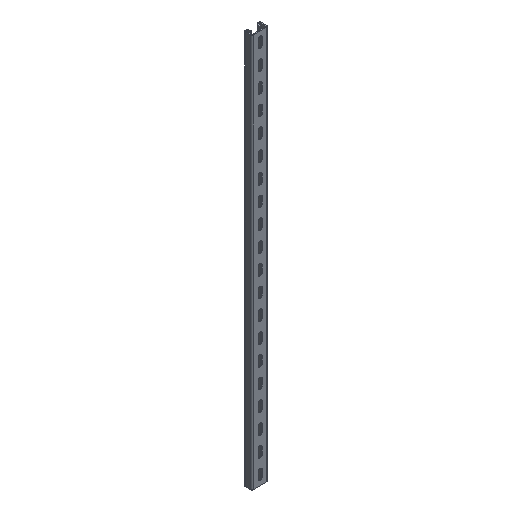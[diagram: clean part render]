
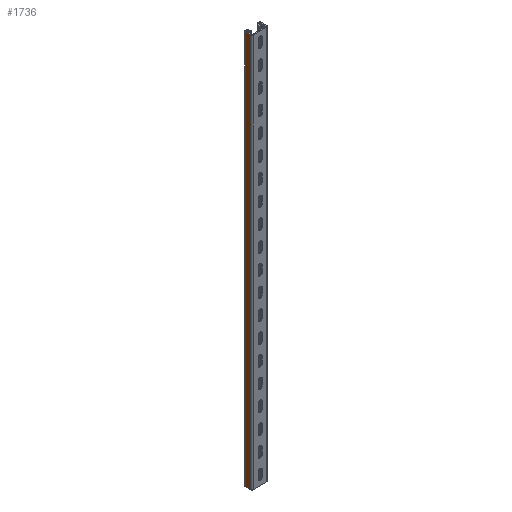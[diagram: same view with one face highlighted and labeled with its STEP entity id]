
A CAD part, isometric view. The second image highlights one B-rep face of the part: STEP entity #1736.
In plain terms, the highlighted planar face has unit normal (-1, 0, 0).
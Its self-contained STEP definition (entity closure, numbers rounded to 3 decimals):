
#676 = ORIENTED_EDGE ( 'NONE', *, *, #3440, .T. ) ;
#677 = ORIENTED_EDGE ( 'NONE', *, *, #3345, .T. ) ;
#747 = ORIENTED_EDGE ( 'NONE', *, *, #3507, .F. ) ;
#748 = ORIENTED_EDGE ( 'NONE', *, *, #3677, .T. ) ;
#897 = LINE ( 'NONE', #2333, #902 ) ;
#902 = VECTOR ( 'NONE', #2337, 1000. ) ;
#933 = LINE ( 'NONE', #2381, #936 ) ;
#936 = VECTOR ( 'NONE', #2382, 1000. ) ;
#941 = LINE ( 'NONE', #2392, #943 ) ;
#943 = VECTOR ( 'NONE', #2388, 1000. ) ;
#1462 = EDGE_LOOP ( 'NONE', ( #677, #748, #676, #747 ) ) ;
#1558 = VERTEX_POINT ( 'NONE', #3010 ) ;
#1574 = VERTEX_POINT ( 'NONE', #3114 ) ;
#1645 = VERTEX_POINT ( 'NONE', #3058 ) ;
#1663 = VERTEX_POINT ( 'NONE', #3039 ) ;
#1736 = ADVANCED_FACE ( 'NONE', ( #2693 ), #3824, .F. ) ;
#1937 = LINE ( 'NONE', #2775, #1940 ) ;
#1940 = VECTOR ( 'NONE', #2776, 1000. ) ;
#2333 = CARTESIAN_POINT ( 'NONE',  ( -20.5, 21., 500. ) ) ;
#2337 = DIRECTION ( 'NONE',  ( 0., 1., 0. ) ) ;
#2381 = CARTESIAN_POINT ( 'NONE',  ( -20.5, 21., -500. ) ) ;
#2382 = DIRECTION ( 'NONE',  ( 0., -1., 0. ) ) ;
#2388 = DIRECTION ( 'NONE',  ( 0., 0., -1. ) ) ;
#2392 = CARTESIAN_POINT ( 'NONE',  ( -20.5, 3.5, 1500. ) ) ;
#2693 = FACE_OUTER_BOUND ( 'NONE', #1462, .T. ) ;
#2775 = CARTESIAN_POINT ( 'NONE',  ( -20.5, 17.5, 1500. ) ) ;
#2776 = DIRECTION ( 'NONE',  ( 0., 0., -1. ) ) ;
#3010 = CARTESIAN_POINT ( 'NONE',  ( -20.5, 17.5, -500. ) ) ;
#3039 = CARTESIAN_POINT ( 'NONE',  ( -20.5, 17.5, 500. ) ) ;
#3058 = CARTESIAN_POINT ( 'NONE',  ( -20.5, 3.5, -500. ) ) ;
#3114 = CARTESIAN_POINT ( 'NONE',  ( -20.5, 3.5, 500. ) ) ;
#3273 = AXIS2_PLACEMENT_3D ( 'NONE', #3841, #3822, #3821 ) ;
#3345 = EDGE_CURVE ( 'NONE', #1574, #1663, #897, .T. ) ;
#3440 = EDGE_CURVE ( 'NONE', #1558, #1645, #933, .T. ) ;
#3507 = EDGE_CURVE ( 'NONE', #1574, #1645, #941, .T. ) ;
#3677 = EDGE_CURVE ( 'NONE', #1663, #1558, #1937, .T. ) ;
#3821 = DIRECTION ( 'NONE',  ( 0., 1., 0. ) ) ;
#3822 = DIRECTION ( 'NONE',  ( 1., 0., 0. ) ) ;
#3824 = PLANE ( 'NONE',  #3273 ) ;
#3841 = CARTESIAN_POINT ( 'NONE',  ( -20.5, 17.5, 1500. ) ) ;
